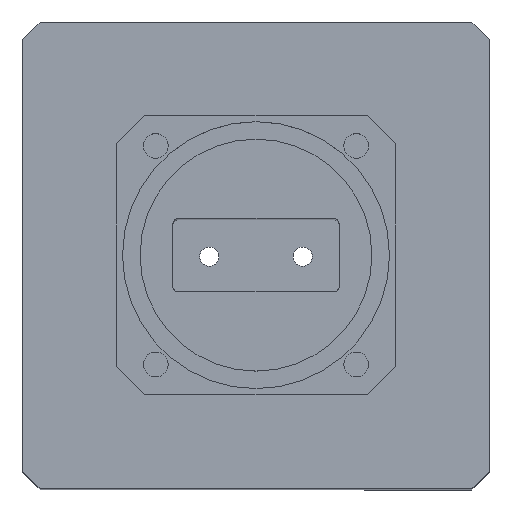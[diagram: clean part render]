
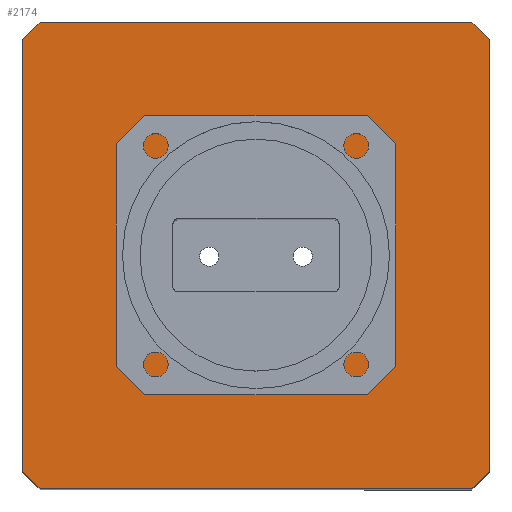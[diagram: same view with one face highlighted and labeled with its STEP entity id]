
A CAD part, top view. The second image highlights one B-rep face of the part: STEP entity #2174.
In plain terms, the highlighted planar face has unit normal (0, 0, 1).
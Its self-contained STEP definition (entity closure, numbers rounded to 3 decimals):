
#5 = VERTEX_POINT ( 'NONE', #1629 ) ;
#7 = LINE ( 'NONE', #566, #1404 ) ;
#11 = EDGE_CURVE ( 'NONE', #1575, #1772, #715, .T. ) ;
#25 = CARTESIAN_POINT ( 'NONE',  ( -40., -37., -34. ) ) ;
#34 = CARTESIAN_POINT ( 'NONE',  ( -40., 37., -34. ) ) ;
#113 = VECTOR ( 'NONE', #165, 1000. ) ;
#118 = DIRECTION ( 'NONE',  ( -0.707, 0.707, 0. ) ) ;
#127 = FACE_BOUND ( 'NONE', #1980, .T. ) ;
#154 = ORIENTED_EDGE ( 'NONE', *, *, #2192, .F. ) ;
#163 = LINE ( 'NONE', #25, #1978 ) ;
#165 = DIRECTION ( 'NONE',  ( -1., 0., 0. ) ) ;
#185 = EDGE_CURVE ( 'NONE', #5, #461, #1524, .T. ) ;
#196 = VERTEX_POINT ( 'NONE', #2212 ) ;
#209 = LINE ( 'NONE', #329, #872 ) ;
#234 = CARTESIAN_POINT ( 'NONE',  ( 37., -40., -34. ) ) ;
#245 = VECTOR ( 'NONE', #945, 1000. ) ;
#252 = VECTOR ( 'NONE', #809, 1000. ) ;
#272 = VERTEX_POINT ( 'NONE', #1932 ) ;
#329 = CARTESIAN_POINT ( 'NONE',  ( -40., 37., -34. ) ) ;
#352 = CARTESIAN_POINT ( 'NONE',  ( 37., -40., -34. ) ) ;
#438 = ORIENTED_EDGE ( 'NONE', *, *, #1313, .F. ) ;
#461 = VERTEX_POINT ( 'NONE', #1704 ) ;
#566 = CARTESIAN_POINT ( 'NONE',  ( -40., -37., -34. ) ) ;
#591 = ORIENTED_EDGE ( 'NONE', *, *, #733, .T. ) ;
#641 = EDGE_CURVE ( 'NONE', #272, #1894, #209, .T. ) ;
#642 = DIRECTION ( 'NONE',  ( 0., 1., 0. ) ) ;
#644 = EDGE_CURVE ( 'NONE', #196, #654, #163, .T. ) ;
#654 = VERTEX_POINT ( 'NONE', #1433 ) ;
#659 = CARTESIAN_POINT ( 'NONE',  ( 0., 0., -34. ) ) ;
#676 = CARTESIAN_POINT ( 'NONE',  ( -37., -40., -34. ) ) ;
#682 = EDGE_LOOP ( 'NONE', ( #1774, #878, #1005, #591, #1935, #1263, #1538, #1331 ) ) ;
#685 = DIRECTION ( 'NONE',  ( 1., 0., 0. ) ) ;
#713 = DIRECTION ( 'NONE',  ( 0., -1., 0. ) ) ;
#715 = LINE ( 'NONE', #1279, #1141 ) ;
#733 = EDGE_CURVE ( 'NONE', #980, #1422, #1147, .T. ) ;
#790 = DIRECTION ( 'NONE',  ( 0., 1., 0. ) ) ;
#798 = CARTESIAN_POINT ( 'NONE',  ( 40., -37., -34. ) ) ;
#809 = DIRECTION ( 'NONE',  ( 0., -1., 0. ) ) ;
#813 = AXIS2_PLACEMENT_3D ( 'NONE', #659, #1025, #1035 ) ;
#814 = CARTESIAN_POINT ( 'NONE',  ( -15.875, -7.94, -34. ) ) ;
#828 = FACE_OUTER_BOUND ( 'NONE', #682, .T. ) ;
#872 = VECTOR ( 'NONE', #1073, 1000. ) ;
#878 = ORIENTED_EDGE ( 'NONE', *, *, #644, .T. ) ;
#945 = DIRECTION ( 'NONE',  ( 0.707, 0.707, 0. ) ) ;
#952 = CARTESIAN_POINT ( 'NONE',  ( 15.875, 7.94, -34. ) ) ;
#976 = ORIENTED_EDGE ( 'NONE', *, *, #11, .F. ) ;
#980 = VERTEX_POINT ( 'NONE', #352 ) ;
#1005 = ORIENTED_EDGE ( 'NONE', *, *, #2182, .T. ) ;
#1025 = DIRECTION ( 'NONE',  ( 0., 0., -1. ) ) ;
#1035 = DIRECTION ( 'NONE',  ( -1., 0., 0. ) ) ;
#1046 = LINE ( 'NONE', #2264, #113 ) ;
#1073 = DIRECTION ( 'NONE',  ( -0.707, -0.707, 0. ) ) ;
#1092 = DIRECTION ( 'NONE',  ( -1., 0., 0. ) ) ;
#1100 = VECTOR ( 'NONE', #118, 1000. ) ;
#1141 = VECTOR ( 'NONE', #1469, 1000. ) ;
#1147 = LINE ( 'NONE', #234, #245 ) ;
#1154 = LINE ( 'NONE', #2015, #252 ) ;
#1263 = ORIENTED_EDGE ( 'NONE', *, *, #185, .T. ) ;
#1279 = CARTESIAN_POINT ( 'NONE',  ( -15.875, -7.94, -34. ) ) ;
#1313 = EDGE_CURVE ( 'NONE', #1772, #1379, #2032, .T. ) ;
#1331 = ORIENTED_EDGE ( 'NONE', *, *, #641, .T. ) ;
#1332 = VECTOR ( 'NONE', #642, 1000. ) ;
#1379 = VERTEX_POINT ( 'NONE', #952 ) ;
#1404 = VECTOR ( 'NONE', #713, 1000. ) ;
#1411 = EDGE_CURVE ( 'NONE', #461, #272, #1478, .T. ) ;
#1422 = VERTEX_POINT ( 'NONE', #1465 ) ;
#1433 = CARTESIAN_POINT ( 'NONE',  ( -37., -40., -34. ) ) ;
#1441 = VECTOR ( 'NONE', #1092, 1000. ) ;
#1464 = EDGE_CURVE ( 'NONE', #1894, #196, #7, .T. ) ;
#1465 = CARTESIAN_POINT ( 'NONE',  ( 40., -37., -34. ) ) ;
#1469 = DIRECTION ( 'NONE',  ( 1., 0., 0. ) ) ;
#1478 = LINE ( 'NONE', #1639, #1441 ) ;
#1524 = LINE ( 'NONE', #1718, #1100 ) ;
#1537 = EDGE_CURVE ( 'NONE', #1422, #5, #2169, .T. ) ;
#1538 = ORIENTED_EDGE ( 'NONE', *, *, #1411, .T. ) ;
#1575 = VERTEX_POINT ( 'NONE', #814 ) ;
#1589 = VECTOR ( 'NONE', #685, 1000. ) ;
#1629 = CARTESIAN_POINT ( 'NONE',  ( 40., 37., -34. ) ) ;
#1639 = CARTESIAN_POINT ( 'NONE',  ( -37., 40., -34. ) ) ;
#1704 = CARTESIAN_POINT ( 'NONE',  ( 37., 40., -34. ) ) ;
#1718 = CARTESIAN_POINT ( 'NONE',  ( 37., 40., -34. ) ) ;
#1746 = VERTEX_POINT ( 'NONE', #2075 ) ;
#1772 = VERTEX_POINT ( 'NONE', #2236 ) ;
#1774 = ORIENTED_EDGE ( 'NONE', *, *, #1464, .T. ) ;
#1874 = VECTOR ( 'NONE', #790, 1000. ) ;
#1894 = VERTEX_POINT ( 'NONE', #34 ) ;
#1929 = DIRECTION ( 'NONE',  ( 0.707, -0.707, 0. ) ) ;
#1932 = CARTESIAN_POINT ( 'NONE',  ( -37., 40., -34. ) ) ;
#1935 = ORIENTED_EDGE ( 'NONE', *, *, #1537, .T. ) ;
#1956 = ORIENTED_EDGE ( 'NONE', *, *, #1974, .F. ) ;
#1974 = EDGE_CURVE ( 'NONE', #1746, #1575, #1154, .T. ) ;
#1978 = VECTOR ( 'NONE', #1929, 1000. ) ;
#1980 = EDGE_LOOP ( 'NONE', ( #438, #976, #1956, #154 ) ) ;
#2015 = CARTESIAN_POINT ( 'NONE',  ( -15.875, 7.94, -34. ) ) ;
#2032 = LINE ( 'NONE', #2207, #1332 ) ;
#2075 = CARTESIAN_POINT ( 'NONE',  ( -15.875, 7.94, -34. ) ) ;
#2169 = LINE ( 'NONE', #798, #1874 ) ;
#2174 = ADVANCED_FACE ( 'NONE', ( #127, #828 ), #2220, .F. ) ;
#2182 = EDGE_CURVE ( 'NONE', #654, #980, #2241, .T. ) ;
#2192 = EDGE_CURVE ( 'NONE', #1379, #1746, #1046, .T. ) ;
#2207 = CARTESIAN_POINT ( 'NONE',  ( 15.875, 7.94, -34. ) ) ;
#2212 = CARTESIAN_POINT ( 'NONE',  ( -40., -37., -34. ) ) ;
#2220 = PLANE ( 'NONE',  #813 ) ;
#2236 = CARTESIAN_POINT ( 'NONE',  ( 15.875, -7.94, -34. ) ) ;
#2241 = LINE ( 'NONE', #676, #1589 ) ;
#2264 = CARTESIAN_POINT ( 'NONE',  ( -15.875, 7.94, -34. ) ) ;
